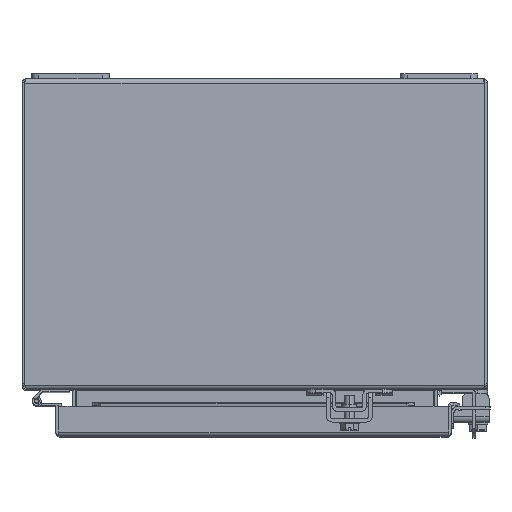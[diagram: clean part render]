
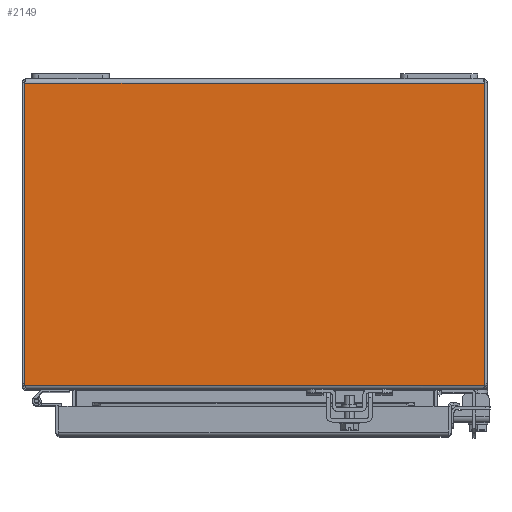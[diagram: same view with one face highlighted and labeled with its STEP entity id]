
A CAD part, top view. The second image highlights one B-rep face of the part: STEP entity #2149.
In plain terms, the highlighted planar face has unit normal (0, 0, 1).
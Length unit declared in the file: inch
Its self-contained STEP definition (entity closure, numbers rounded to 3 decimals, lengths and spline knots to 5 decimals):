
#75 = CARTESIAN_POINT ( 'NONE',  ( -5.92789, -7.85858, 8. ) ) ;
#451 = DIRECTION ( 'NONE',  ( -1., 0., 0. ) ) ;
#794 = EDGE_LOOP ( 'NONE', ( #31880, #4945, #11991, #27329, #30451, #14953 ) ) ;
#2149 = ADVANCED_FACE ( 'NONE', ( #34894 ), #22752, .F. ) ;
#3600 = CARTESIAN_POINT ( 'NONE',  ( 41.406, -7.892, 8. ) ) ;
#3866 = CARTESIAN_POINT ( 'NONE',  ( 5.92789, -0.108, 8. ) ) ;
#4078 = CARTESIAN_POINT ( 'NONE',  ( -5.92789, -0.108, 8. ) ) ;
#4161 = EDGE_CURVE ( 'NONE', #36825, #9182, #34754, .T. ) ;
#4945 = ORIENTED_EDGE ( 'NONE', *, *, #11177, .F. ) ;
#6168 = AXIS2_PLACEMENT_3D ( 'NONE', #6253, #35498, #28639 ) ;
#6253 = CARTESIAN_POINT ( 'NONE',  ( 41.406, 0., 8. ) ) ;
#6561 = CARTESIAN_POINT ( 'NONE',  ( 5.82789, -7.85858, 8. ) ) ;
#6672 = CIRCLE ( 'NONE', #38080, 0.1 ) ;
#9182 = VERTEX_POINT ( 'NONE', #3866 ) ;
#9659 = CIRCLE ( 'NONE', #12999, 0.1 ) ;
#10485 = VERTEX_POINT ( 'NONE', #75 ) ;
#10678 = CARTESIAN_POINT ( 'NONE',  ( -5.892, -0.108, 8. ) ) ;
#11177 = EDGE_CURVE ( 'NONE', #9182, #29880, #35293, .T. ) ;
#11991 = ORIENTED_EDGE ( 'NONE', *, *, #4161, .F. ) ;
#12006 = VERTEX_POINT ( 'NONE', #20468 ) ;
#12999 = AXIS2_PLACEMENT_3D ( 'NONE', #29603, #13468, #19760 ) ;
#13468 = DIRECTION ( 'NONE',  ( 0., 0., -1. ) ) ;
#14953 = ORIENTED_EDGE ( 'NONE', *, *, #22003, .F. ) ;
#15713 = LINE ( 'NONE', #3600, #40699 ) ;
#16706 = CARTESIAN_POINT ( 'NONE',  ( 5.92789, -7.85858, 8. ) ) ;
#18783 = CARTESIAN_POINT ( 'NONE',  ( -5.92789, 0., 8. ) ) ;
#19760 = DIRECTION ( 'NONE',  ( -1., 0., 0. ) ) ;
#20295 = VECTOR ( 'NONE', #26802, 39.37008 ) ;
#20468 = CARTESIAN_POINT ( 'NONE',  ( 5.92214, -7.892, 8. ) ) ;
#21199 = EDGE_CURVE ( 'NONE', #29880, #12006, #6672, .T. ) ;
#21925 = LINE ( 'NONE', #18783, #24836 ) ;
#22003 = EDGE_CURVE ( 'NONE', #12006, #28802, #15713, .T. ) ;
#22752 = PLANE ( 'NONE',  #6168 ) ;
#24836 = VECTOR ( 'NONE', #31549, 39.37008 ) ;
#25410 = EDGE_CURVE ( 'NONE', #10485, #36825, #21925, .T. ) ;
#26036 = VECTOR ( 'NONE', #37832, 39.37008 ) ;
#26802 = DIRECTION ( 'NONE',  ( 1., 0., 0. ) ) ;
#27329 = ORIENTED_EDGE ( 'NONE', *, *, #25410, .F. ) ;
#28639 = DIRECTION ( 'NONE',  ( -1., 0., 0. ) ) ;
#28802 = VERTEX_POINT ( 'NONE', #39499 ) ;
#28953 = DIRECTION ( 'NONE',  ( 0., 0., -1. ) ) ;
#29603 = CARTESIAN_POINT ( 'NONE',  ( -5.82789, -7.85858, 8. ) ) ;
#29880 = VERTEX_POINT ( 'NONE', #16706 ) ;
#30451 = ORIENTED_EDGE ( 'NONE', *, *, #31489, .F. ) ;
#31489 = EDGE_CURVE ( 'NONE', #28802, #10485, #9659, .T. ) ;
#31549 = DIRECTION ( 'NONE',  ( 0., 1., 0. ) ) ;
#31880 = ORIENTED_EDGE ( 'NONE', *, *, #21199, .F. ) ;
#31961 = CARTESIAN_POINT ( 'NONE',  ( 5.92789, 0., 8. ) ) ;
#34754 = LINE ( 'NONE', #10678, #20295 ) ;
#34894 = FACE_OUTER_BOUND ( 'NONE', #794, .T. ) ;
#35293 = LINE ( 'NONE', #31961, #26036 ) ;
#35498 = DIRECTION ( 'NONE',  ( 0., 0., -1. ) ) ;
#36403 = DIRECTION ( 'NONE',  ( 1., 0., 0. ) ) ;
#36825 = VERTEX_POINT ( 'NONE', #4078 ) ;
#37832 = DIRECTION ( 'NONE',  ( 0., -1., 0. ) ) ;
#38080 = AXIS2_PLACEMENT_3D ( 'NONE', #6561, #28953, #36403 ) ;
#39499 = CARTESIAN_POINT ( 'NONE',  ( -5.92214, -7.892, 8. ) ) ;
#40699 = VECTOR ( 'NONE', #451, 39.37008 ) ;
